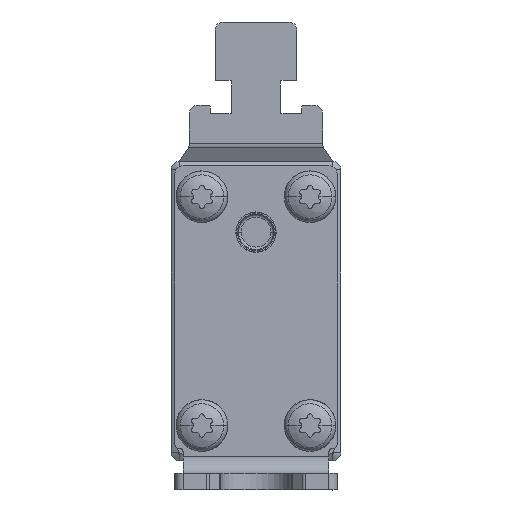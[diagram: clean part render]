
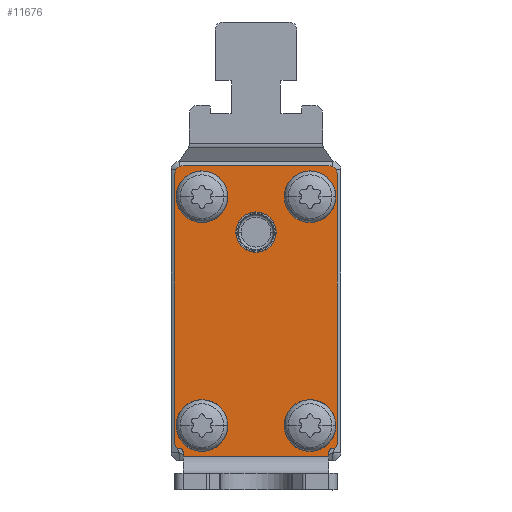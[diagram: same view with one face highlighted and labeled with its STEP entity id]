
A CAD part, front view. The second image highlights one B-rep face of the part: STEP entity #11676.
In plain terms, the highlighted face is planar.
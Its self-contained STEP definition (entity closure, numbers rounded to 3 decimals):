
#10480=DIRECTION('',(0.,-1.,0.));
#10481=VECTOR('',#10480,0.5);
#10482=CARTESIAN_POINT('',(2.,4.5,8.75));
#10483=LINE('',#10482,#10481);
#10651=CARTESIAN_POINT('',(2.,5.5,9.25));
#10652=DIRECTION('',(-1.,0.,0.));
#10653=DIRECTION('',(0.,-1.,0.));
#10654=AXIS2_PLACEMENT_3D('',#10651,#10652,#10653);
#10659=CARTESIAN_POINT('',(2.,38.,8.75));
#10660=DIRECTION('',(-1.,0.,0.));
#10661=DIRECTION('',(0.,0.,1.));
#10662=AXIS2_PLACEMENT_3D('',#10659,#10660,#10661);
#10667=DIRECTION('',(0.,0.,-1.));
#10668=VECTOR('',#10667,17.5);
#10669=CARTESIAN_POINT('',(2.,39.,8.75));
#10670=LINE('',#10669,#10668);
#10674=CARTESIAN_POINT('',(2.,38.,-8.75));
#10675=DIRECTION('',(-1.,0.,0.));
#10676=DIRECTION('',(0.,1.,0.));
#10677=AXIS2_PLACEMENT_3D('',#10674,#10675,#10676);
#10682=DIRECTION('',(0.,-1.,0.));
#10683=VECTOR('',#10682,32.5);
#10684=CARTESIAN_POINT('',(2.,38.,-9.75));
#10685=LINE('',#10684,#10683);
#10689=CARTESIAN_POINT('',(2.,5.5,-9.25));
#10690=DIRECTION('',(-1.,0.,0.));
#10691=DIRECTION('',(0.,0.,-1.));
#10692=AXIS2_PLACEMENT_3D('',#10689,#10690,#10691);
#10697=CARTESIAN_POINT('',(2.,4.5,-9.25));
#10698=DIRECTION('',(1.,0.,0.));
#10699=DIRECTION('',(0.,1.,0.));
#10700=AXIS2_PLACEMENT_3D('',#10697,#10698,#10699);
#10705=DIRECTION('',(0.,-1.,0.));
#10706=VECTOR('',#10705,0.5);
#10707=CARTESIAN_POINT('',(2.,4.5,-8.75));
#10708=LINE('',#10707,#10706);
#10712=CARTESIAN_POINT('',(2.,4.5,9.25));
#10713=DIRECTION('',(1.,0.,0.));
#10714=DIRECTION('',(0.,0.,-1.));
#10715=AXIS2_PLACEMENT_3D('',#10712,#10713,#10714);
#10720=CARTESIAN_POINT('',(2.,35.25,6.5));
#10721=DIRECTION('',(1.,0.,0.));
#10722=DIRECTION('',(0.,0.,-1.));
#10723=AXIS2_PLACEMENT_3D('',#10720,#10721,#10722);
#10728=CARTESIAN_POINT('',(2.,35.25,6.5));
#10729=DIRECTION('',(1.,0.,0.));
#10730=DIRECTION('',(0.,0.,1.));
#10731=AXIS2_PLACEMENT_3D('',#10728,#10729,#10730);
#10736=CARTESIAN_POINT('',(2.,7.75,6.5));
#10737=DIRECTION('',(1.,0.,0.));
#10738=DIRECTION('',(0.,0.,-1.));
#10739=AXIS2_PLACEMENT_3D('',#10736,#10737,#10738);
#10744=CARTESIAN_POINT('',(2.,7.75,6.5));
#10745=DIRECTION('',(1.,0.,0.));
#10746=DIRECTION('',(0.,0.,1.));
#10747=AXIS2_PLACEMENT_3D('',#10744,#10745,#10746);
#10752=CARTESIAN_POINT('',(2.,35.25,-6.5));
#10753=DIRECTION('',(1.,0.,0.));
#10754=DIRECTION('',(0.,0.,-1.));
#10755=AXIS2_PLACEMENT_3D('',#10752,#10753,#10754);
#10760=CARTESIAN_POINT('',(2.,35.25,-6.5));
#10761=DIRECTION('',(1.,0.,0.));
#10762=DIRECTION('',(0.,0.,1.));
#10763=AXIS2_PLACEMENT_3D('',#10760,#10761,#10762);
#10768=CARTESIAN_POINT('',(2.,31.,0.));
#10769=DIRECTION('',(1.,0.,0.));
#10770=DIRECTION('',(0.,0.,-1.));
#10771=AXIS2_PLACEMENT_3D('',#10768,#10769,#10770);
#10776=CARTESIAN_POINT('',(2.,31.,0.));
#10777=DIRECTION('',(1.,0.,0.));
#10778=DIRECTION('',(0.,0.,1.));
#10779=AXIS2_PLACEMENT_3D('',#10776,#10777,#10778);
#10784=CARTESIAN_POINT('',(2.,7.75,-6.5));
#10785=DIRECTION('',(1.,0.,0.));
#10786=DIRECTION('',(0.,0.,-1.));
#10787=AXIS2_PLACEMENT_3D('',#10784,#10785,#10786);
#10792=CARTESIAN_POINT('',(2.,7.75,-6.5));
#10793=DIRECTION('',(1.,0.,0.));
#10794=DIRECTION('',(0.,0.,1.));
#10795=AXIS2_PLACEMENT_3D('',#10792,#10793,#10794);
#10807=DIRECTION('',(0.,-1.,0.));
#10808=VECTOR('',#10807,32.5);
#10809=CARTESIAN_POINT('',(2.,38.,9.75));
#10810=LINE('',#10809,#10808);
#10912=DIRECTION('',(0.,0.,-1.));
#10913=VECTOR('',#10912,17.5);
#10914=CARTESIAN_POINT('',(2.,4.,8.75));
#10915=LINE('',#10914,#10913);
#11023=CARTESIAN_POINT('',(2.,5.5,-9.75));
#11025=VERTEX_POINT('',#11023);
#11027=CARTESIAN_POINT('',(2.,38.,-9.75));
#11028=VERTEX_POINT('',#11027);
#11096=CARTESIAN_POINT('',(2.,5.5,9.75));
#11098=VERTEX_POINT('',#11096);
#11101=CARTESIAN_POINT('',(2.,38.,9.75));
#11102=VERTEX_POINT('',#11101);
#11103=CARTESIAN_POINT('',(2.,5.,9.25));
#11104=VERTEX_POINT('',#11103);
#11107=CARTESIAN_POINT('',(2.,39.,8.75));
#11108=VERTEX_POINT('',#11107);
#11109=CARTESIAN_POINT('',(2.,39.,-8.75));
#11110=VERTEX_POINT('',#11109);
#11111=CARTESIAN_POINT('',(2.,5.,-9.25));
#11112=VERTEX_POINT('',#11111);
#11113=CARTESIAN_POINT('',(2.,4.5,-8.75));
#11114=VERTEX_POINT('',#11113);
#11115=CARTESIAN_POINT('',(2.,4.,-8.75));
#11116=VERTEX_POINT('',#11115);
#11117=CARTESIAN_POINT('',(2.,4.,8.75));
#11118=VERTEX_POINT('',#11117);
#11119=CARTESIAN_POINT('',(2.,4.5,8.75));
#11120=VERTEX_POINT('',#11119);
#11121=CARTESIAN_POINT('',(2.,35.25,4.55));
#11122=CARTESIAN_POINT('',(2.,35.25,8.45));
#11123=VERTEX_POINT('',#11121);
#11124=VERTEX_POINT('',#11122);
#11125=CARTESIAN_POINT('',(2.,7.75,4.8));
#11126=CARTESIAN_POINT('',(2.,7.75,8.2));
#11127=VERTEX_POINT('',#11125);
#11128=VERTEX_POINT('',#11126);
#11129=CARTESIAN_POINT('',(2.,35.25,-8.2));
#11130=CARTESIAN_POINT('',(2.,35.25,-4.8));
#11131=VERTEX_POINT('',#11129);
#11132=VERTEX_POINT('',#11130);
#11133=CARTESIAN_POINT('',(2.,31.,-2.4));
#11134=CARTESIAN_POINT('',(2.,31.,2.4));
#11135=VERTEX_POINT('',#11133);
#11136=VERTEX_POINT('',#11134);
#11137=CARTESIAN_POINT('',(2.,7.75,-8.45));
#11138=CARTESIAN_POINT('',(2.,7.75,-4.55));
#11139=VERTEX_POINT('',#11137);
#11140=VERTEX_POINT('',#11138);
#11617=CARTESIAN_POINT('',(2.,4.,-9.75));
#11618=DIRECTION('',(1.,0.,0.));
#11619=DIRECTION('',(0.,1.,0.));
#11620=AXIS2_PLACEMENT_3D('',#11617,#11618,#11619);
#11621=PLANE('',#11620);
#11622=ORIENTED_EDGE('',*,*,#11607,.T.);
#11624=ORIENTED_EDGE('',*,*,#11623,.F.);
#11626=ORIENTED_EDGE('',*,*,#11625,.T.);
#11628=ORIENTED_EDGE('',*,*,#11627,.T.);
#11630=ORIENTED_EDGE('',*,*,#11629,.T.);
#11632=ORIENTED_EDGE('',*,*,#11631,.T.);
#11634=ORIENTED_EDGE('',*,*,#11633,.T.);
#11636=ORIENTED_EDGE('',*,*,#11635,.T.);
#11638=ORIENTED_EDGE('',*,*,#11637,.T.);
#11640=ORIENTED_EDGE('',*,*,#11639,.F.);
#11641=ORIENTED_EDGE('',*,*,#11535,.F.);
#11643=ORIENTED_EDGE('',*,*,#11642,.T.);
#11644=EDGE_LOOP('',(#11622,#11624,#11626,#11628,#11630,#11632,#11634,#11636,
#11638,#11640,#11641,#11643));
#11645=FACE_OUTER_BOUND('',#11644,.F.);
#11647=ORIENTED_EDGE('',*,*,#11646,.T.);
#11649=ORIENTED_EDGE('',*,*,#11648,.T.);
#11650=EDGE_LOOP('',(#11647,#11649));
#11651=FACE_BOUND('',#11650,.F.);
#11653=ORIENTED_EDGE('',*,*,#11652,.T.);
#11655=ORIENTED_EDGE('',*,*,#11654,.T.);
#11656=EDGE_LOOP('',(#11653,#11655));
#11657=FACE_BOUND('',#11656,.F.);
#11659=ORIENTED_EDGE('',*,*,#11658,.T.);
#11661=ORIENTED_EDGE('',*,*,#11660,.T.);
#11662=EDGE_LOOP('',(#11659,#11661));
#11663=FACE_BOUND('',#11662,.F.);
#11665=ORIENTED_EDGE('',*,*,#11664,.T.);
#11667=ORIENTED_EDGE('',*,*,#11666,.T.);
#11668=EDGE_LOOP('',(#11665,#11667));
#11669=FACE_BOUND('',#11668,.F.);
#11671=ORIENTED_EDGE('',*,*,#11670,.T.);
#11673=ORIENTED_EDGE('',*,*,#11672,.T.);
#11674=EDGE_LOOP('',(#11671,#11673));
#11675=FACE_BOUND('',#11674,.F.);
#10655=CIRCLE('',#10654,0.5);
#10663=CIRCLE('',#10662,1.);
#10678=CIRCLE('',#10677,1.);
#10693=CIRCLE('',#10692,0.5);
#10701=CIRCLE('',#10700,0.5);
#10716=CIRCLE('',#10715,0.5);
#10724=CIRCLE('',#10723,1.95);
#10732=CIRCLE('',#10731,1.95);
#10740=CIRCLE('',#10739,1.7);
#10748=CIRCLE('',#10747,1.7);
#10756=CIRCLE('',#10755,1.7);
#10764=CIRCLE('',#10763,1.7);
#10772=CIRCLE('',#10771,2.4);
#10780=CIRCLE('',#10779,2.4);
#10788=CIRCLE('',#10787,1.95);
#10796=CIRCLE('',#10795,1.95);
#11535=EDGE_CURVE('',#11120,#11118,#10483,.T.);
#11607=EDGE_CURVE('',#11104,#11098,#10655,.T.);
#11623=EDGE_CURVE('',#11102,#11098,#10810,.T.);
#11625=EDGE_CURVE('',#11102,#11108,#10663,.T.);
#11627=EDGE_CURVE('',#11108,#11110,#10670,.T.);
#11629=EDGE_CURVE('',#11110,#11028,#10678,.T.);
#11631=EDGE_CURVE('',#11028,#11025,#10685,.T.);
#11633=EDGE_CURVE('',#11025,#11112,#10693,.T.);
#11635=EDGE_CURVE('',#11112,#11114,#10701,.T.);
#11637=EDGE_CURVE('',#11114,#11116,#10708,.T.);
#11639=EDGE_CURVE('',#11118,#11116,#10915,.T.);
#11642=EDGE_CURVE('',#11120,#11104,#10716,.T.);
#11646=EDGE_CURVE('',#11123,#11124,#10724,.T.);
#11648=EDGE_CURVE('',#11124,#11123,#10732,.T.);
#11652=EDGE_CURVE('',#11127,#11128,#10740,.T.);
#11654=EDGE_CURVE('',#11128,#11127,#10748,.T.);
#11658=EDGE_CURVE('',#11131,#11132,#10756,.T.);
#11660=EDGE_CURVE('',#11132,#11131,#10764,.T.);
#11664=EDGE_CURVE('',#11135,#11136,#10772,.T.);
#11666=EDGE_CURVE('',#11136,#11135,#10780,.T.);
#11670=EDGE_CURVE('',#11139,#11140,#10788,.T.);
#11672=EDGE_CURVE('',#11140,#11139,#10796,.T.);
#11676=ADVANCED_FACE('',(#11645,#11651,#11657,#11663,#11669,#11675),#11621,.T.);
